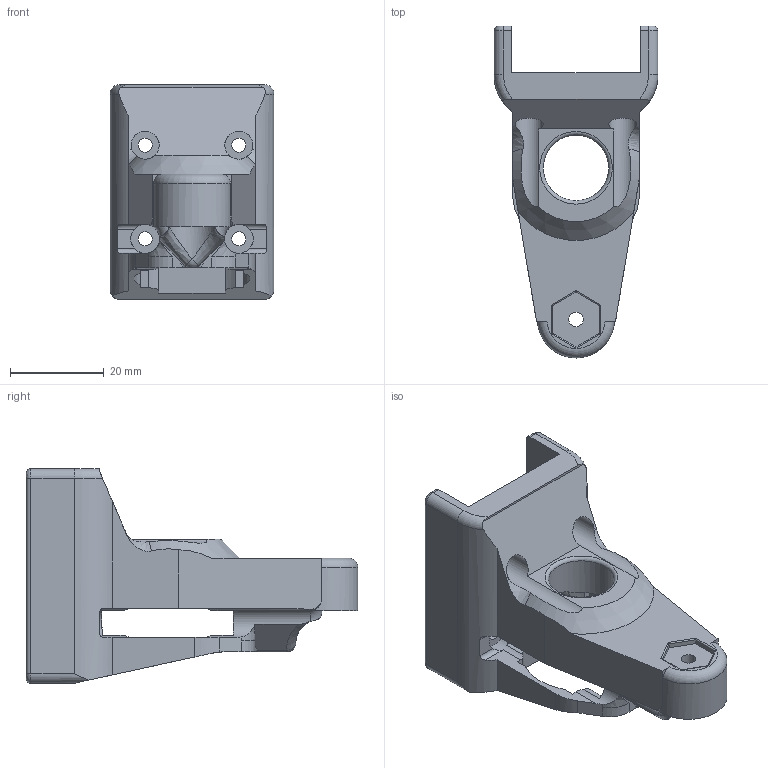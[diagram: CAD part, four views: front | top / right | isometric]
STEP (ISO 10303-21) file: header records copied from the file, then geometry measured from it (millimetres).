
FILE_DESCRIPTION(/* description */ (''),/* implementation_level */ '2;1');
FILE_NAME(/* name */ 'Z-axis carrier.step',/* time_stamp */ '2021-03-14T07:54:54-04:00',/* author */ (''),/* organization */ (''),/* preprocessor_version */ 'ST-DEVELOPER v18.1',/* originating_system */ 'Autodesk Translation Framework v9.10.0.1330',/* authorisation */ '');
FILE_SCHEMA (('AUTOMOTIVE_DESIGN { 1 0 10303 214 3 1 1 }'));
Length unit declared in the file: millimetre
Products named in the file (1): Z-axis carrier (1)
Bounding box: 35 x 70.82 x 45.8 mm (x, y, z)
Volume: 26483.2 mm3; surface area: 11877.7 mm2
Topology: 1 solids, 1 shells, 171 faces, 496 edges, 324 vertices
Faces by surface type: plane 80, cylinder 69, bspline 10, torus 8, cone 3, sphere 1
Full cylindrical faces by diameter (mm): 3 x4, 3.1 x1, 6 x2, 6.2 x2, 10 x1, 14 x1
Entity records: 6383 total; most frequent: CARTESIAN_POINT 1854, ORIENTED_EDGE 992, DIRECTION 901, EDGE_CURVE 496, AXIS2_PLACEMENT_3D 325, VERTEX_POINT 324, LINE 251, VECTOR 251
